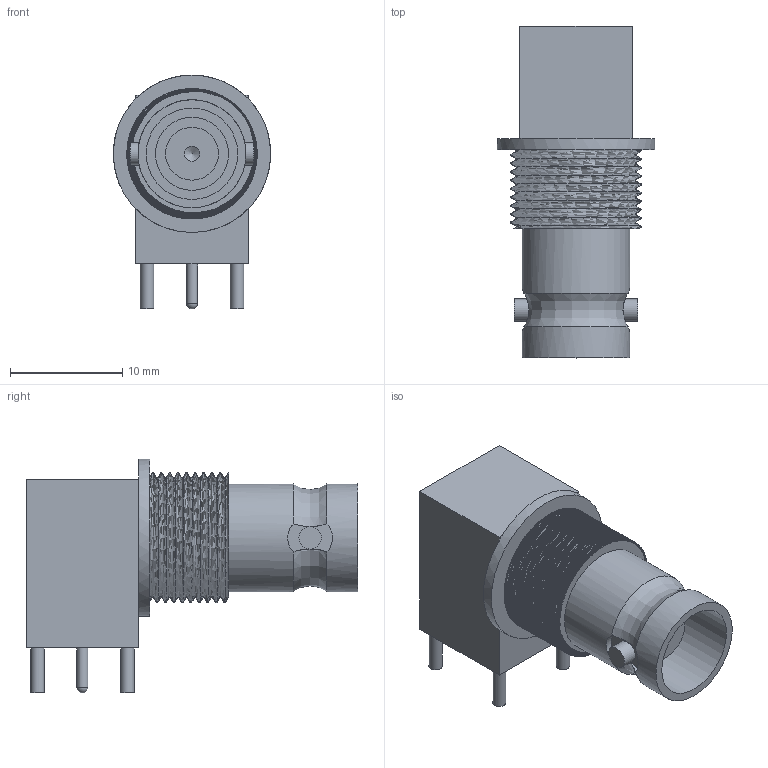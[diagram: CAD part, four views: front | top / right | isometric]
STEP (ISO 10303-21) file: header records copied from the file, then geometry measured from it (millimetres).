
FILE_DESCRIPTION(('FreeCAD Model'),'2;1');
FILE_NAME('Open CASCADE Shape Model','2022-10-07T18:17:53',( 'kicad StepUp'),('ksu MCAD'),'Open CASCADE STEP processor 7.5', 'FreeCAD','Unknown');
FILE_SCHEMA(('AUTOMOTIVE_DESIGN { 1 0 10303 214 1 1 1 1 }'));
Length unit declared in the file: millimetre
Products named in the file (1): DOSIN-801-0080
Bounding box: 14 x 29.5 x 20.8 mm (x, y, z)
Volume: 2821.3 mm3; surface area: 2188.1 mm2
Topology: 1 solids, 1 shells, 68 faces, 140 edges, 83 vertices
Faces by surface type: plane 28, cylinder 26, bspline 10, revolution 2, sphere 1, cone 1
Full cylindrical faces by diameter (mm): 1 x1, 1.2 x4, 1.35 x1, 2 x2, 4.7 x1, 6.5 x1, 8.128 x1, 9.6 x2, 14 x1
Entity records: 26011 total; most frequent: CARTESIAN_POINT 24616, DIRECTION 276, ORIENTED_EDGE 276, EDGE_CURVE 138, AXIS2_PLACEMENT_3D 114, VERTEX_POINT 83, FACE_BOUND 79, EDGE_LOOP 79
